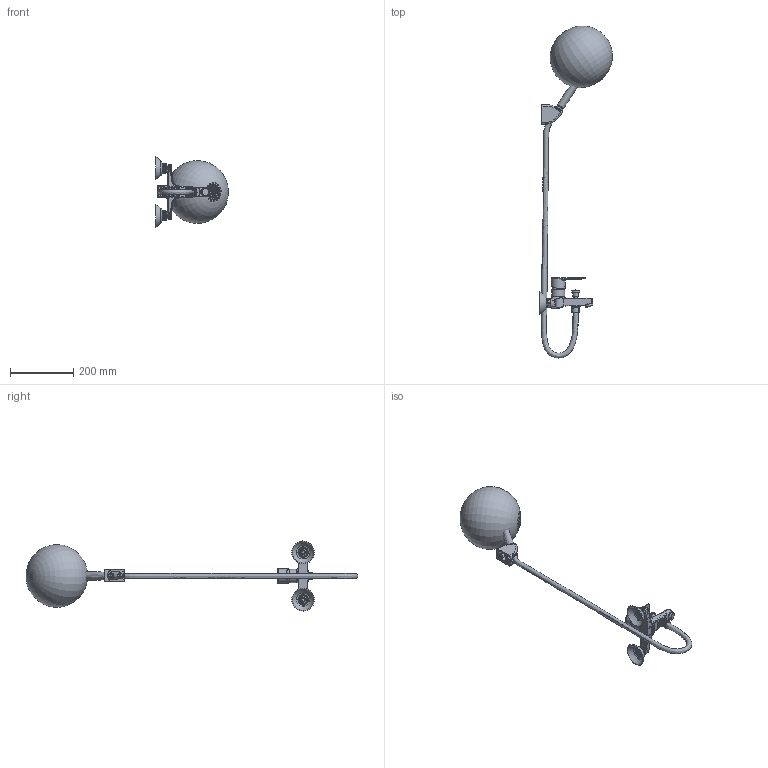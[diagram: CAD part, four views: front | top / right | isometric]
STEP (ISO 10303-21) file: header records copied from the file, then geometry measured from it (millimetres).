
FILE_DESCRIPTION (( 'STEP AP203' ), '1' );
FILE_NAME ('18CP06229.STEP', '2025-06-19T10:24:47', ( '' ), ( '' ), 'SwSTEP 2.0', 'SolidWorks 2021', '' );
FILE_SCHEMA (( 'CONFIG_CONTROL_DESIGN' ));
Products named in the file (1): 18CP06229
Bounding box: 230.42 x 1051.27 x 221.98 mm (x, y, z)
Volume: 267087.5 mm3; surface area: 524772 mm2
Topology: 19 solids, 20 shells, 1921 faces, 4625 edges, 2859 vertices
Faces by surface type: bspline 826, cylinder 471, plane 468, torus 92, cone 58, sphere 6
Full cylindrical faces by diameter (mm): 0.5 x64, 2.7 x1, 2.974 x1, 3 x1, 3.074 x1, 3.5 x48, 3.674 x2, 3.774 x1, 3.8 x1, 4.2 x1, 5 x2, 6.8 x1, 8 x2, 8.5 x1, 9.5 x3, 13 x1, 13.5 x1, 14 x1, 15 x1, 16 x5, 17 x1, 18 x2, 19.2 x2, 19.5 x2, 19.674 x1, 20.5 x2, 20.6 x6, 21 x3, 21.2 x2, 21.3 x1
Entity records: 164783 total; most frequent: CARTESIAN_POINT 129736, ORIENTED_EDGE 8058, DIRECTION 5322, EDGE_CURVE 4029, VERTEX_POINT 2642, EDGE_LOOP 2431, AXIS2_PLACEMENT_3D 2188, FACE_OUTER_BOUND 2162
